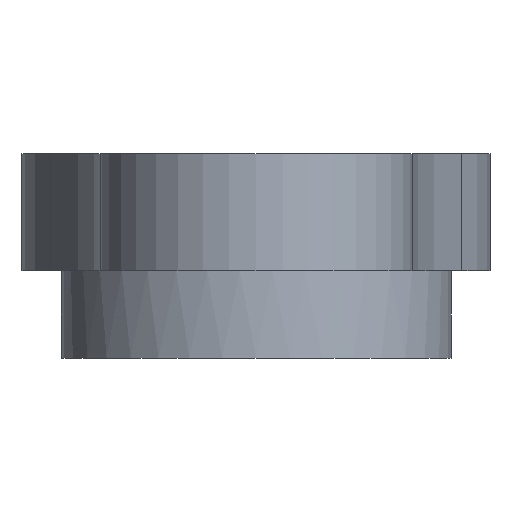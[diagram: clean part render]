
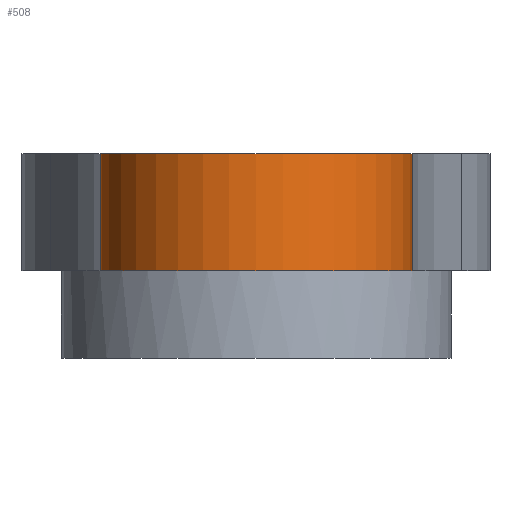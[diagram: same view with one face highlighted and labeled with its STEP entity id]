
A CAD part, front view. The second image highlights one B-rep face of the part: STEP entity #508.
In plain terms, the highlighted cylindrical face has radius 4 mm (diameter 8 mm), a partial arc.
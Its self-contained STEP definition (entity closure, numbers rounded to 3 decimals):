
#13 = VERTEX_POINT ( 'NONE', #42 ) ;
#42 = CARTESIAN_POINT ( 'NONE',  ( 4., -13.8, 0. ) ) ;
#43 = DIRECTION ( 'NONE',  ( 0., 0., -1. ) ) ;
#75 = DIRECTION ( 'NONE',  ( -1., 0., 0. ) ) ;
#83 = ORIENTED_EDGE ( 'NONE', *, *, #293, .T. ) ;
#91 = DIRECTION ( 'NONE',  ( 0., 0., -1. ) ) ;
#93 = VERTEX_POINT ( 'NONE', #111 ) ;
#111 = CARTESIAN_POINT ( 'NONE',  ( 4., -13.8, 3. ) ) ;
#188 = DIRECTION ( 'NONE',  ( 0., 0., 1. ) ) ;
#197 = AXIS2_PLACEMENT_3D ( 'NONE', #473, #792, #344 ) ;
#224 = FACE_OUTER_BOUND ( 'NONE', #697, .T. ) ;
#249 = CIRCLE ( 'NONE', #589, 4. ) ;
#293 = EDGE_CURVE ( 'NONE', #813, #13, #450, .T. ) ;
#305 = LINE ( 'NONE', #683, #703 ) ;
#319 = CARTESIAN_POINT ( 'NONE',  ( 0., -13.8, 3. ) ) ;
#344 = DIRECTION ( 'NONE',  ( -1., 0., 0. ) ) ;
#358 = EDGE_CURVE ( 'NONE', #93, #13, #468, .T. ) ;
#377 = ORIENTED_EDGE ( 'NONE', *, *, #474, .T. ) ;
#400 = ORIENTED_EDGE ( 'NONE', *, *, #358, .F. ) ;
#435 = CARTESIAN_POINT ( 'NONE',  ( 0., -13.8, 3. ) ) ;
#450 = CIRCLE ( 'NONE', #197, 4. ) ;
#453 = ORIENTED_EDGE ( 'NONE', *, *, #560, .F. ) ;
#468 = LINE ( 'NONE', #717, #795 ) ;
#473 = CARTESIAN_POINT ( 'NONE',  ( 0., -13.8, 0. ) ) ;
#474 = EDGE_CURVE ( 'NONE', #522, #813, #305, .T. ) ;
#508 = ADVANCED_FACE ( 'NONE', ( #224 ), #553, .T. ) ;
#522 = VERTEX_POINT ( 'NONE', #743 ) ;
#553 = CYLINDRICAL_SURFACE ( 'NONE', #613, 4. ) ;
#560 = EDGE_CURVE ( 'NONE', #522, #93, #249, .T. ) ;
#589 = AXIS2_PLACEMENT_3D ( 'NONE', #319, #188, #75 ) ;
#613 = AXIS2_PLACEMENT_3D ( 'NONE', #435, #733, #676 ) ;
#676 = DIRECTION ( 'NONE',  ( -1., 0., 0. ) ) ;
#683 = CARTESIAN_POINT ( 'NONE',  ( -4., -13.8, 3. ) ) ;
#697 = EDGE_LOOP ( 'NONE', ( #83, #400, #453, #377 ) ) ;
#699 = CARTESIAN_POINT ( 'NONE',  ( -4., -13.8, 0. ) ) ;
#703 = VECTOR ( 'NONE', #43, 1000. ) ;
#717 = CARTESIAN_POINT ( 'NONE',  ( 4., -13.8, 3. ) ) ;
#733 = DIRECTION ( 'NONE',  ( 0., 0., -1. ) ) ;
#743 = CARTESIAN_POINT ( 'NONE',  ( -4., -13.8, 3. ) ) ;
#792 = DIRECTION ( 'NONE',  ( 0., 0., 1. ) ) ;
#795 = VECTOR ( 'NONE', #91, 1000. ) ;
#813 = VERTEX_POINT ( 'NONE', #699 ) ;
